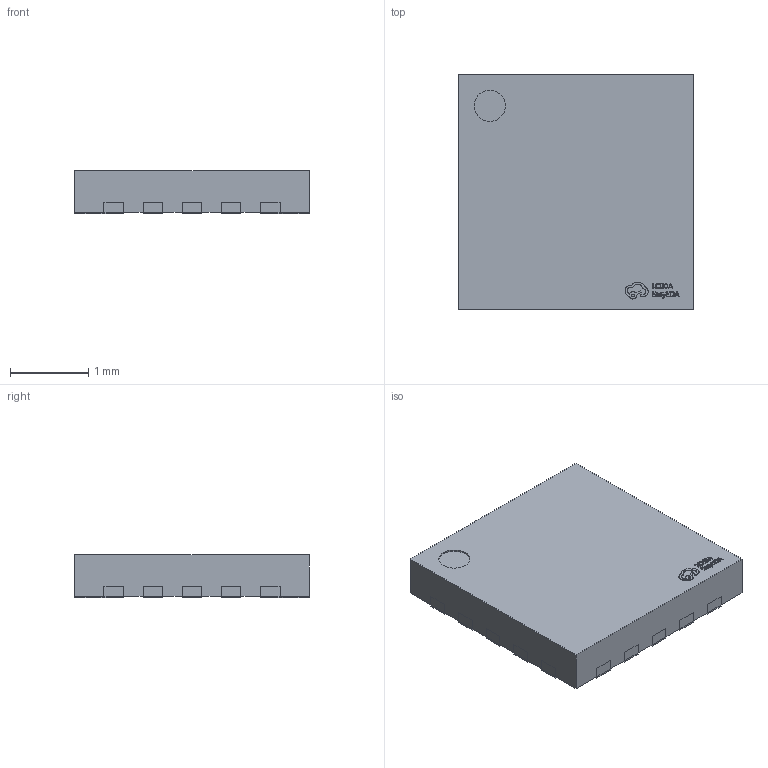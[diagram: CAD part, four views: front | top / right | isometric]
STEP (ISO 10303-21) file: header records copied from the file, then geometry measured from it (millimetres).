
FILE_DESCRIPTION (( 'STEP AP214' ), '1' );
FILE_NAME ('QFN-20_L3.0-W3.0-H0.6-P0.50-BL.step', '2022-07-15T02:57:06', ( '' ), ( '' ), 'SwSTEP 2.0', 'SolidWorks 2020', '' );
FILE_SCHEMA (( 'AUTOMOTIVE_DESIGN' ));
Length unit declared in the file: millimetre
Products named in the file (1): QFN-20_L3.0-W3.0-H0.6-P0.50-BL
Bounding box: 3 x 3 x 0.56 mm (x, y, z)
Volume: 4.8 mm3; surface area: 39.4 mm2
Topology: 41 solids, 41 shells, 732 faces, 1869 edges, 1246 vertices
Faces by surface type: plane 522, bspline 112, cylinder 98
Entity records: 30914 total; most frequent: CARTESIAN_POINT 5952, ORIENTED_EDGE 3738, DIRECTION 3079, EDGE_CURVE 1869, VECTOR 1445, LINE 1445, VERTEX_POINT 1246, AXIS2_PLACEMENT_3D 817
